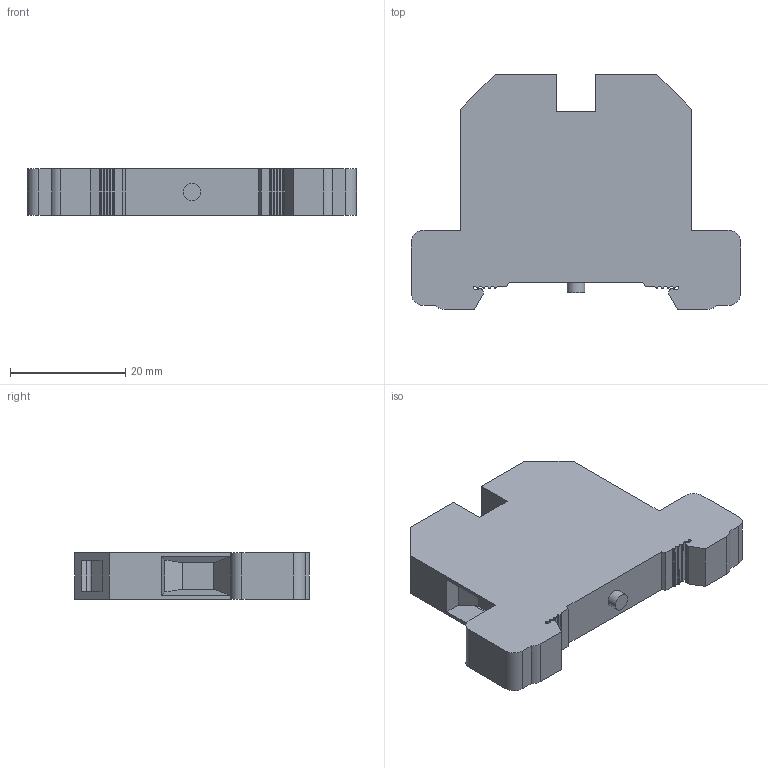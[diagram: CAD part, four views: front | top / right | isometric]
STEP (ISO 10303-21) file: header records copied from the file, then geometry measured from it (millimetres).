
FILE_DESCRIPTION((''),'2;1');
FILE_NAME('USK-6JD','2023-10-10T',('dell'),(''),'PRO/ENGINEER BY PARAMETRIC TECHNOLOGY CORPORATION, 2013230','PRO/ENGINEER BY PARAMETRIC TECHNOLOGY CORPORATION, 2013230','');
FILE_SCHEMA(('AUTOMOTIVE_DESIGN { 1 0 10303 214 1 1 1 1 }'));
Length unit declared in the file: millimetre
Products named in the file (1): USK-6JD
Bounding box: 57 x 40.7 x 8 mm (x, y, z)
Volume: 12168 mm3; surface area: 5427 mm2
Topology: 1 solids, 1 shells, 120 faces, 332 edges, 220 vertices
Faces by surface type: plane 74, cylinder 46
Entity records: 3908 total; most frequent: CARTESIAN_POINT 674, DIRECTION 664, ORIENTED_EDGE 664, EDGE_CURVE 332, VECTOR 240, LINE 240, VERTEX_POINT 220, AXIS2_PLACEMENT_3D 212
